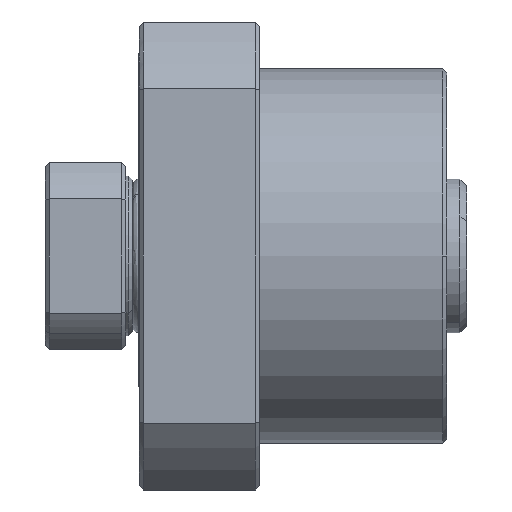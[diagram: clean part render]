
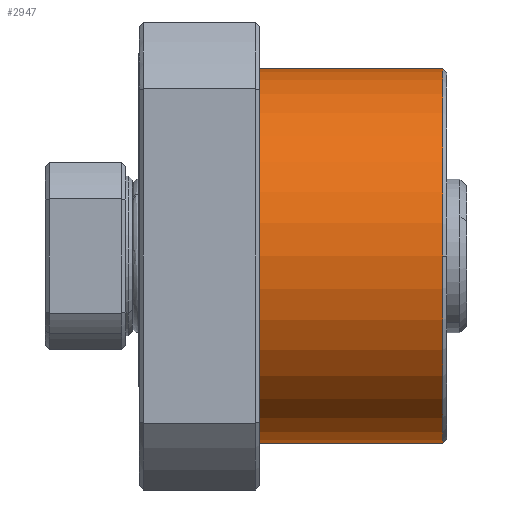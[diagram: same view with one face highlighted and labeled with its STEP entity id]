
A CAD part, front view. The second image highlights one B-rep face of the part: STEP entity #2947.
In plain terms, the highlighted cylindrical face has radius 14 mm (diameter 28 mm), a partial arc.
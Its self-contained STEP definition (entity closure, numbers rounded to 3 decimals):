
#60 = ORIENTED_EDGE ( 'NONE', *, *, #13167, .F. ) ;
#509 = EDGE_LOOP ( 'NONE', ( #60, #14333, #5485, #9100, #24006 ) ) ;
#570 = CARTESIAN_POINT ( 'NONE',  ( -94.469, 0., 14. ) ) ;
#837 = CYLINDRICAL_SURFACE ( 'NONE', #20457, 14. ) ;
#1135 = DIRECTION ( 'NONE',  ( 1., 0., 0. ) ) ;
#1377 = EDGE_CURVE ( 'NONE', #7041, #24810, #24878, .T. ) ;
#2206 = VERTEX_POINT ( 'NONE', #18079 ) ;
#2947 = ADVANCED_FACE ( 'NONE', ( #4679 ), #837, .T. ) ;
#3163 = CARTESIAN_POINT ( 'NONE',  ( 9., 0., 0. ) ) ;
#4679 = FACE_OUTER_BOUND ( 'NONE', #509, .T. ) ;
#4755 = DIRECTION ( 'NONE',  ( -1., 0., 0. ) ) ;
#5066 = LINE ( 'NONE', #24228, #16216 ) ;
#5485 = ORIENTED_EDGE ( 'NONE', *, *, #19160, .T. ) ;
#5724 = CIRCLE ( 'NONE', #21907, 14. ) ;
#6103 = CIRCLE ( 'NONE', #10519, 14. ) ;
#6162 = CARTESIAN_POINT ( 'NONE',  ( 22.7, 0., 0. ) ) ;
#7041 = VERTEX_POINT ( 'NONE', #19066 ) ;
#9100 = ORIENTED_EDGE ( 'NONE', *, *, #18567, .T. ) ;
#10519 = AXIS2_PLACEMENT_3D ( 'NONE', #20143, #18189, #18433 ) ;
#11716 = CARTESIAN_POINT ( 'NONE',  ( 22.7, -14., 0. ) ) ;
#12257 = LINE ( 'NONE', #570, #16139 ) ;
#12808 = CARTESIAN_POINT ( 'NONE',  ( 22.7, 0., 14. ) ) ;
#13167 = EDGE_CURVE ( 'NONE', #7041, #13915, #5066, .T. ) ;
#13915 = VERTEX_POINT ( 'NONE', #21122 ) ;
#13930 = AXIS2_PLACEMENT_3D ( 'NONE', #6162, #23407, #23148 ) ;
#14333 = ORIENTED_EDGE ( 'NONE', *, *, #1377, .T. ) ;
#15930 = DIRECTION ( 'NONE',  ( 0., 0., 1. ) ) ;
#16139 = VECTOR ( 'NONE', #4755, 1000. ) ;
#16216 = VECTOR ( 'NONE', #24101, 1000. ) ;
#18079 = CARTESIAN_POINT ( 'NONE',  ( 9., 0., 14. ) ) ;
#18189 = DIRECTION ( 'NONE',  ( -1., 0., 0. ) ) ;
#18433 = DIRECTION ( 'NONE',  ( 0., 0., 1. ) ) ;
#18567 = EDGE_CURVE ( 'NONE', #20833, #2206, #12257, .T. ) ;
#19066 = CARTESIAN_POINT ( 'NONE',  ( 22.7, 0., -14. ) ) ;
#19160 = EDGE_CURVE ( 'NONE', #24810, #20833, #6103, .T. ) ;
#19775 = DIRECTION ( 'NONE',  ( -1., 0., 0. ) ) ;
#20143 = CARTESIAN_POINT ( 'NONE',  ( 22.7, 0., 0. ) ) ;
#20457 = AXIS2_PLACEMENT_3D ( 'NONE', #22152, #19775, #15930 ) ;
#20564 = DIRECTION ( 'NONE',  ( 0., 0., 1. ) ) ;
#20798 = EDGE_CURVE ( 'NONE', #2206, #13915, #5724, .T. ) ;
#20833 = VERTEX_POINT ( 'NONE', #12808 ) ;
#21122 = CARTESIAN_POINT ( 'NONE',  ( 9., 0., -14. ) ) ;
#21907 = AXIS2_PLACEMENT_3D ( 'NONE', #3163, #1135, #20564 ) ;
#22152 = CARTESIAN_POINT ( 'NONE',  ( -94.469, 0., 0. ) ) ;
#23148 = DIRECTION ( 'NONE',  ( 0., 0., 1. ) ) ;
#23407 = DIRECTION ( 'NONE',  ( -1., 0., 0. ) ) ;
#24006 = ORIENTED_EDGE ( 'NONE', *, *, #20798, .T. ) ;
#24101 = DIRECTION ( 'NONE',  ( -1., 0., 0. ) ) ;
#24228 = CARTESIAN_POINT ( 'NONE',  ( -94.469, 0., -14. ) ) ;
#24810 = VERTEX_POINT ( 'NONE', #11716 ) ;
#24878 = CIRCLE ( 'NONE', #13930, 14. ) ;
